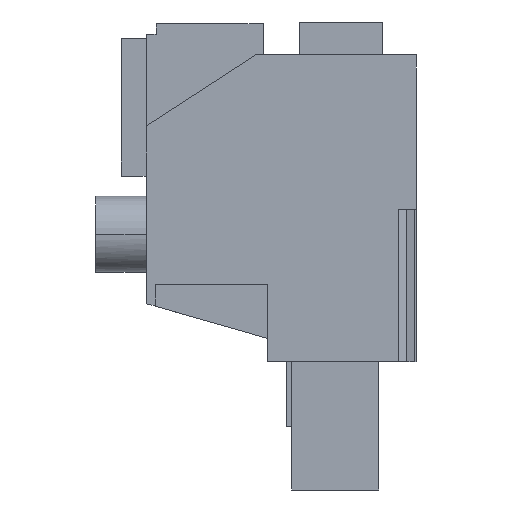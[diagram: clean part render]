
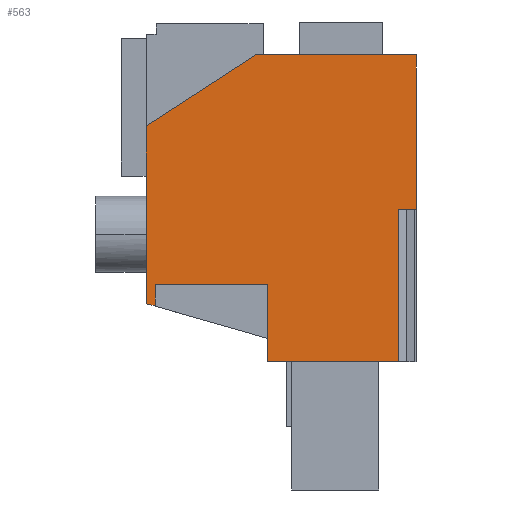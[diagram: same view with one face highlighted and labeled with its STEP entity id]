
A CAD part, left-side view. The second image highlights one B-rep face of the part: STEP entity #563.
In plain terms, the highlighted planar face has unit normal (-1, 0, 0).
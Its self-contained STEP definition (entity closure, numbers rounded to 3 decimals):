
#487=AXIS2_PLACEMENT_3D('Plane Axis2P3D',#484,#485,#486) ;
#135=CARTESIAN_POINT('Vertex',(0.,30.3,20.9)) ;
#140=CARTESIAN_POINT('Line Origine',(0.,30.3,30.873)) ;
#144=CARTESIAN_POINT('Vertex',(0.,30.3,40.847)) ;
#425=CARTESIAN_POINT('Vertex',(0.,29.3,20.613)) ;
#428=CARTESIAN_POINT('Line Origine',(0.,29.8,20.757)) ;
#484=CARTESIAN_POINT('Axis2P3D Location',(0.,0.,0.)) ;
#489=CARTESIAN_POINT('Line Origine',(0.,16.7,18.725)) ;
#493=CARTESIAN_POINT('Vertex',(0.,16.7,23.05)) ;
#495=CARTESIAN_POINT('Vertex',(0.,16.7,14.4)) ;
#498=CARTESIAN_POINT('Line Origine',(0.,9.35,14.4)) ;
#502=CARTESIAN_POINT('Vertex',(0.,2.,14.4)) ;
#505=CARTESIAN_POINT('Line Origine',(0.,2.,22.95)) ;
#509=CARTESIAN_POINT('Vertex',(0.,2.,31.5)) ;
#512=CARTESIAN_POINT('Line Origine',(0.,1.,31.5)) ;
#516=CARTESIAN_POINT('Vertex',(0.,0.,31.5)) ;
#519=CARTESIAN_POINT('Line Origine',(0.,0.,40.15)) ;
#523=CARTESIAN_POINT('Vertex',(0.,0.,48.8)) ;
#526=CARTESIAN_POINT('Line Origine',(0.,9.,48.8)) ;
#530=CARTESIAN_POINT('Vertex',(0.,18.,48.8)) ;
#533=CARTESIAN_POINT('Line Origine',(0.,24.15,44.823)) ;
#538=CARTESIAN_POINT('Line Origine',(0.,29.3,21.832)) ;
#542=CARTESIAN_POINT('Vertex',(0.,29.3,23.05)) ;
#545=CARTESIAN_POINT('Line Origine',(0.,23.,23.05)) ;
#141=DIRECTION('Vector Direction',(0.,0.,1.)) ;
#429=DIRECTION('Vector Direction',(0.,0.961,0.276)) ;
#485=DIRECTION('Axis2P3D Direction',(-1.,0.,0.)) ;
#486=DIRECTION('Axis2P3D XDirection',(0.,0.,1.)) ;
#490=DIRECTION('Vector Direction',(0.,0.,1.)) ;
#499=DIRECTION('Vector Direction',(0.,1.,0.)) ;
#506=DIRECTION('Vector Direction',(0.,0.,1.)) ;
#513=DIRECTION('Vector Direction',(0.,-1.,0.)) ;
#520=DIRECTION('Vector Direction',(0.,0.,-1.)) ;
#527=DIRECTION('Vector Direction',(0.,-1.,0.)) ;
#534=DIRECTION('Vector Direction',(0.,0.84,-0.543)) ;
#539=DIRECTION('Vector Direction',(0.,0.,-1.)) ;
#546=DIRECTION('Vector Direction',(0.,1.,0.)) ;
#142=VECTOR('Line Direction',#141,1.) ;
#430=VECTOR('Line Direction',#429,1.) ;
#491=VECTOR('Line Direction',#490,1.) ;
#500=VECTOR('Line Direction',#499,1.) ;
#507=VECTOR('Line Direction',#506,1.) ;
#514=VECTOR('Line Direction',#513,1.) ;
#521=VECTOR('Line Direction',#520,1.) ;
#528=VECTOR('Line Direction',#527,1.) ;
#535=VECTOR('Line Direction',#534,1.) ;
#540=VECTOR('Line Direction',#539,1.) ;
#547=VECTOR('Line Direction',#546,1.) ;
#551=ORIENTED_EDGE('',*,*,#497,.T.) ;
#552=ORIENTED_EDGE('',*,*,#504,.F.) ;
#553=ORIENTED_EDGE('',*,*,#511,.T.) ;
#554=ORIENTED_EDGE('',*,*,#518,.T.) ;
#555=ORIENTED_EDGE('',*,*,#525,.T.) ;
#556=ORIENTED_EDGE('',*,*,#532,.T.) ;
#557=ORIENTED_EDGE('',*,*,#537,.T.) ;
#558=ORIENTED_EDGE('',*,*,#146,.T.) ;
#559=ORIENTED_EDGE('',*,*,#432,.T.) ;
#560=ORIENTED_EDGE('',*,*,#544,.F.) ;
#561=ORIENTED_EDGE('',*,*,#549,.F.) ;
#563=ADVANCED_FACE('BUZ',(#562),#488,.T.) ;
#146=EDGE_CURVE('',#145,#136,#143,.F.) ;
#432=EDGE_CURVE('',#136,#426,#431,.F.) ;
#497=EDGE_CURVE('',#494,#496,#492,.F.) ;
#504=EDGE_CURVE('',#503,#496,#501,.T.) ;
#511=EDGE_CURVE('',#503,#510,#508,.T.) ;
#518=EDGE_CURVE('',#510,#517,#515,.T.) ;
#525=EDGE_CURVE('',#517,#524,#522,.F.) ;
#532=EDGE_CURVE('',#524,#531,#529,.F.) ;
#537=EDGE_CURVE('',#531,#145,#536,.T.) ;
#544=EDGE_CURVE('',#543,#426,#541,.T.) ;
#549=EDGE_CURVE('',#494,#543,#548,.T.) ;
#550=EDGE_LOOP('',(#551,#552,#553,#554,#555,#556,#557,#558,#559,#560,#561)) ;
#562=FACE_OUTER_BOUND('',#550,.T.) ;
#143=LINE('Line',#140,#142) ;
#431=LINE('Line',#428,#430) ;
#492=LINE('Line',#489,#491) ;
#501=LINE('Line',#498,#500) ;
#508=LINE('Line',#505,#507) ;
#515=LINE('Line',#512,#514) ;
#522=LINE('Line',#519,#521) ;
#529=LINE('Line',#526,#528) ;
#536=LINE('Line',#533,#535) ;
#541=LINE('Line',#538,#540) ;
#548=LINE('Line',#545,#547) ;
#488=PLANE('',#487) ;
#136=VERTEX_POINT('',#135) ;
#145=VERTEX_POINT('',#144) ;
#426=VERTEX_POINT('',#425) ;
#494=VERTEX_POINT('',#493) ;
#496=VERTEX_POINT('',#495) ;
#503=VERTEX_POINT('',#502) ;
#510=VERTEX_POINT('',#509) ;
#517=VERTEX_POINT('',#516) ;
#524=VERTEX_POINT('',#523) ;
#531=VERTEX_POINT('',#530) ;
#543=VERTEX_POINT('',#542) ;
